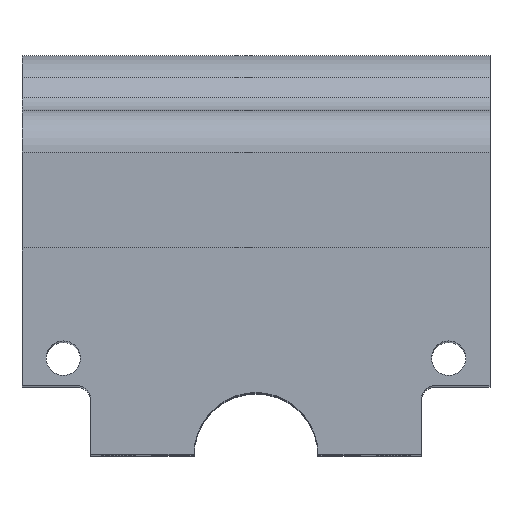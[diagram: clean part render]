
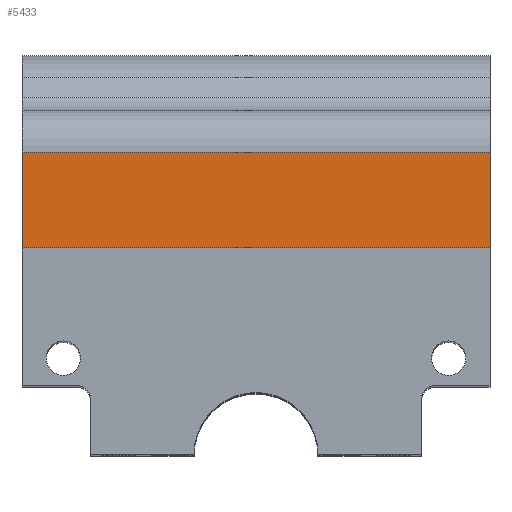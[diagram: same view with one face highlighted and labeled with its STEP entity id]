
A CAD part, top view. The second image highlights one B-rep face of the part: STEP entity #5433.
In plain terms, the highlighted planar face has unit normal (0, 0, 1).
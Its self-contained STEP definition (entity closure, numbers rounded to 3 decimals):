
#72 = PLANE('',#73);
#73 = AXIS2_PLACEMENT_3D('',#74,#75,#76);
#74 = CARTESIAN_POINT('',(-17.,-10.,-33.));
#75 = DIRECTION('',(-1.,0.,0.));
#76 = DIRECTION('',(0.,1.,0.));
#126 = PLANE('',#127);
#127 = AXIS2_PLACEMENT_3D('',#128,#129,#130);
#128 = CARTESIAN_POINT('',(17.,14.,-33.));
#129 = DIRECTION('',(1.,0.,0.));
#130 = DIRECTION('',(0.,-1.,0.));
#472 = VERTEX_POINT('',#473);
#473 = CARTESIAN_POINT('',(17.,7.,17.));
#488 = CYLINDRICAL_SURFACE('',#489,3.);
#489 = AXIS2_PLACEMENT_3D('',#490,#491,#492);
#490 = CARTESIAN_POINT('',(17.,7.,14.));
#491 = DIRECTION('',(1.,0.,0.));
#492 = DIRECTION('',(0.,1.,0.));
#500 = EDGE_CURVE('',#472,#501,#503,.T.);
#501 = VERTEX_POINT('',#502);
#502 = CARTESIAN_POINT('',(17.,0.,17.));
#503 = SURFACE_CURVE('',#504,(#508,#515),.PCURVE_S1.);
#504 = LINE('',#505,#506);
#505 = CARTESIAN_POINT('',(17.,14.,17.));
#506 = VECTOR('',#507,1.);
#507 = DIRECTION('',(0.,-1.,0.));
#508 = PCURVE('',#126,#509);
#509 = DEFINITIONAL_REPRESENTATION('',(#510),#514);
#510 = LINE('',#511,#512);
#511 = CARTESIAN_POINT('',(0.,-50.));
#512 = VECTOR('',#513,1.);
#513 = DIRECTION('',(1.,0.));
#514 = ( GEOMETRIC_REPRESENTATION_CONTEXT(2) 
PARAMETRIC_REPRESENTATION_CONTEXT() REPRESENTATION_CONTEXT('2D SPACE',''
  ) );
#515 = PCURVE('',#516,#521);
#516 = PLANE('',#517);
#517 = AXIS2_PLACEMENT_3D('',#518,#519,#520);
#518 = CARTESIAN_POINT('',(-17.,14.,17.));
#519 = DIRECTION('',(0.,0.,1.));
#520 = DIRECTION('',(1.,0.,0.));
#521 = DEFINITIONAL_REPRESENTATION('',(#522),#526);
#522 = LINE('',#523,#524);
#523 = CARTESIAN_POINT('',(34.,0.));
#524 = VECTOR('',#525,1.);
#525 = DIRECTION('',(0.,-1.));
#526 = ( GEOMETRIC_REPRESENTATION_CONTEXT(2) 
PARAMETRIC_REPRESENTATION_CONTEXT() REPRESENTATION_CONTEXT('2D SPACE',''
  ) );
#544 = PLANE('',#545);
#545 = AXIS2_PLACEMENT_3D('',#546,#547,#548);
#546 = CARTESIAN_POINT('',(17.,0.,33.));
#547 = DIRECTION('',(0.,1.,0.));
#548 = DIRECTION('',(0.,0.,1.));
#1293 = VERTEX_POINT('',#1294);
#1294 = CARTESIAN_POINT('',(-17.,0.,17.));
#1315 = EDGE_CURVE('',#1316,#1293,#1318,.T.);
#1316 = VERTEX_POINT('',#1317);
#1317 = CARTESIAN_POINT('',(-17.,7.,17.));
#1318 = SURFACE_CURVE('',#1319,(#1323,#1330),.PCURVE_S1.);
#1319 = LINE('',#1320,#1321);
#1320 = CARTESIAN_POINT('',(-17.,14.,17.));
#1321 = VECTOR('',#1322,1.);
#1322 = DIRECTION('',(0.,-1.,0.));
#1323 = PCURVE('',#72,#1324);
#1324 = DEFINITIONAL_REPRESENTATION('',(#1325),#1329);
#1325 = LINE('',#1326,#1327);
#1326 = CARTESIAN_POINT('',(24.,-50.));
#1327 = VECTOR('',#1328,1.);
#1328 = DIRECTION('',(-1.,0.));
#1329 = ( GEOMETRIC_REPRESENTATION_CONTEXT(2) 
PARAMETRIC_REPRESENTATION_CONTEXT() REPRESENTATION_CONTEXT('2D SPACE',''
  ) );
#1330 = PCURVE('',#516,#1331);
#1331 = DEFINITIONAL_REPRESENTATION('',(#1332),#1336);
#1332 = LINE('',#1333,#1334);
#1333 = CARTESIAN_POINT('',(0.,0.));
#1334 = VECTOR('',#1335,1.);
#1335 = DIRECTION('',(0.,-1.));
#1336 = ( GEOMETRIC_REPRESENTATION_CONTEXT(2) 
PARAMETRIC_REPRESENTATION_CONTEXT() REPRESENTATION_CONTEXT('2D SPACE',''
  ) );
#4164 = EDGE_CURVE('',#1293,#501,#4165,.T.);
#4165 = SURFACE_CURVE('',#4166,(#4170,#4177),.PCURVE_S1.);
#4166 = LINE('',#4167,#4168);
#4167 = CARTESIAN_POINT('',(-17.,0.,17.));
#4168 = VECTOR('',#4169,1.);
#4169 = DIRECTION('',(1.,0.,0.));
#4170 = PCURVE('',#544,#4171);
#4171 = DEFINITIONAL_REPRESENTATION('',(#4172),#4176);
#4172 = LINE('',#4173,#4174);
#4173 = CARTESIAN_POINT('',(-16.,-34.));
#4174 = VECTOR('',#4175,1.);
#4175 = DIRECTION('',(0.,1.));
#4176 = ( GEOMETRIC_REPRESENTATION_CONTEXT(2) 
PARAMETRIC_REPRESENTATION_CONTEXT() REPRESENTATION_CONTEXT('2D SPACE',''
  ) );
#4177 = PCURVE('',#516,#4178);
#4178 = DEFINITIONAL_REPRESENTATION('',(#4179),#4183);
#4179 = LINE('',#4180,#4181);
#4180 = CARTESIAN_POINT('',(0.,-14.));
#4181 = VECTOR('',#4182,1.);
#4182 = DIRECTION('',(1.,0.));
#4183 = ( GEOMETRIC_REPRESENTATION_CONTEXT(2) 
PARAMETRIC_REPRESENTATION_CONTEXT() REPRESENTATION_CONTEXT('2D SPACE',''
  ) );
#5433 = ADVANCED_FACE('',(#5434),#516,.T.);
#5434 = FACE_BOUND('',#5435,.T.);
#5435 = EDGE_LOOP('',(#5436,#5457,#5458,#5459));
#5436 = ORIENTED_EDGE('',*,*,#5437,.T.);
#5437 = EDGE_CURVE('',#472,#1316,#5438,.T.);
#5438 = SURFACE_CURVE('',#5439,(#5443,#5450),.PCURVE_S1.);
#5439 = LINE('',#5440,#5441);
#5440 = CARTESIAN_POINT('',(17.,7.,17.));
#5441 = VECTOR('',#5442,1.);
#5442 = DIRECTION('',(-1.,-0.,-0.));
#5443 = PCURVE('',#516,#5444);
#5444 = DEFINITIONAL_REPRESENTATION('',(#5445),#5449);
#5445 = LINE('',#5446,#5447);
#5446 = CARTESIAN_POINT('',(34.,-7.));
#5447 = VECTOR('',#5448,1.);
#5448 = DIRECTION('',(-1.,0.));
#5449 = ( GEOMETRIC_REPRESENTATION_CONTEXT(2) 
PARAMETRIC_REPRESENTATION_CONTEXT() REPRESENTATION_CONTEXT('2D SPACE',''
  ) );
#5450 = PCURVE('',#488,#5451);
#5451 = DEFINITIONAL_REPRESENTATION('',(#5452),#5456);
#5452 = LINE('',#5453,#5454);
#5453 = CARTESIAN_POINT('',(1.571,0.));
#5454 = VECTOR('',#5455,1.);
#5455 = DIRECTION('',(0.,-1.));
#5456 = ( GEOMETRIC_REPRESENTATION_CONTEXT(2) 
PARAMETRIC_REPRESENTATION_CONTEXT() REPRESENTATION_CONTEXT('2D SPACE',''
  ) );
#5457 = ORIENTED_EDGE('',*,*,#1315,.T.);
#5458 = ORIENTED_EDGE('',*,*,#4164,.T.);
#5459 = ORIENTED_EDGE('',*,*,#500,.F.);
